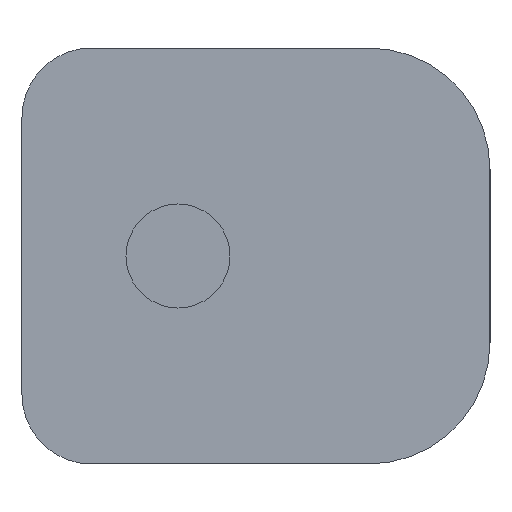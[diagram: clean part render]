
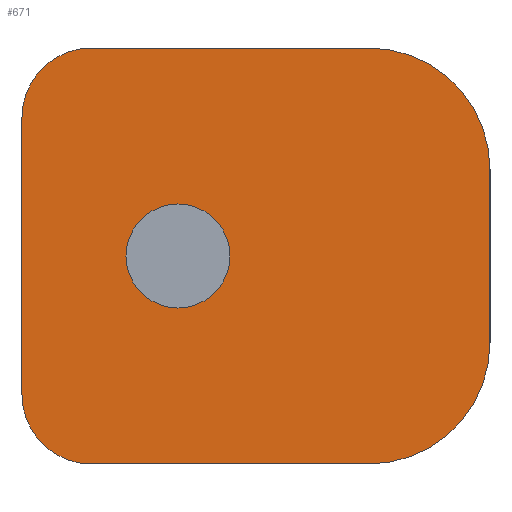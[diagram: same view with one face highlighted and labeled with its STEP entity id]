
A CAD part, left-side view. The second image highlights one B-rep face of the part: STEP entity #671.
In plain terms, the highlighted planar face has unit normal (-1, 0, 0).
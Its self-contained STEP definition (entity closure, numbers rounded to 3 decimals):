
#26 = CIRCLE ( 'NONE', #350, 3.5 ) ;
#27 = VERTEX_POINT ( 'NONE', #266 ) ;
#50 = ORIENTED_EDGE ( 'NONE', *, *, #578, .F. ) ;
#62 = CARTESIAN_POINT ( 'NONE',  ( -62., 0., -2.5 ) ) ;
#70 = DIRECTION ( 'NONE',  ( 1., 0., 0. ) ) ;
#87 = EDGE_CURVE ( 'NONE', #608, #1090, #841, .T. ) ;
#143 = LINE ( 'NONE', #1093, #1098 ) ;
#178 = CARTESIAN_POINT ( 'NONE',  ( -62., 8., 4. ) ) ;
#209 = CARTESIAN_POINT ( 'NONE',  ( -62., 10., 4. ) ) ;
#222 = CIRCLE ( 'NONE', #776, 1.5 ) ;
#232 = EDGE_CURVE ( 'NONE', #1347, #1478, #26, .T. ) ;
#264 = VERTEX_POINT ( 'NONE', #1015 ) ;
#266 = CARTESIAN_POINT ( 'NONE',  ( -62., 8., -6. ) ) ;
#300 = EDGE_LOOP ( 'NONE', ( #630, #331 ) ) ;
#302 = VERTEX_POINT ( 'NONE', #423 ) ;
#309 = DIRECTION ( 'NONE',  ( 0., 0., -1. ) ) ;
#318 = CARTESIAN_POINT ( 'NONE',  ( -62., 8., -4. ) ) ;
#330 = DIRECTION ( 'NONE',  ( 1., 0., 0. ) ) ;
#331 = ORIENTED_EDGE ( 'NONE', *, *, #1219, .T. ) ;
#350 = AXIS2_PLACEMENT_3D ( 'NONE', #62, #70, #424 ) ;
#360 = ORIENTED_EDGE ( 'NONE', *, *, #973, .F. ) ;
#367 = ORIENTED_EDGE ( 'NONE', *, *, #508, .F. ) ;
#409 = ORIENTED_EDGE ( 'NONE', *, *, #455, .F. ) ;
#423 = CARTESIAN_POINT ( 'NONE',  ( -62., 8., 6. ) ) ;
#424 = DIRECTION ( 'NONE',  ( 0., 0., -1. ) ) ;
#431 = CARTESIAN_POINT ( 'NONE',  ( -62., 10., -4. ) ) ;
#436 = CARTESIAN_POINT ( 'NONE',  ( -62., 5.5, 0. ) ) ;
#451 = AXIS2_PLACEMENT_3D ( 'NONE', #436, #330, #309 ) ;
#455 = EDGE_CURVE ( 'NONE', #637, #1347, #865, .T. ) ;
#478 = DIRECTION ( 'NONE',  ( 1., 0., 0. ) ) ;
#499 = CIRCLE ( 'NONE', #1056, 2. ) ;
#508 = EDGE_CURVE ( 'NONE', #302, #868, #143, .T. ) ;
#550 = VECTOR ( 'NONE', #744, 1000. ) ;
#559 = EDGE_CURVE ( 'NONE', #1478, #27, #650, .T. ) ;
#569 = DIRECTION ( 'NONE',  ( 1., 0., 0. ) ) ;
#570 = CARTESIAN_POINT ( 'NONE',  ( -62., 5.5, 0. ) ) ;
#578 = EDGE_CURVE ( 'NONE', #1090, #302, #1055, .T. ) ;
#608 = VERTEX_POINT ( 'NONE', #431 ) ;
#613 = CARTESIAN_POINT ( 'NONE',  ( -62., -3.5, -2.5 ) ) ;
#630 = ORIENTED_EDGE ( 'NONE', *, *, #1541, .T. ) ;
#637 = VERTEX_POINT ( 'NONE', #1475 ) ;
#650 = LINE ( 'NONE', #1117, #803 ) ;
#671 = ADVANCED_FACE ( 'NONE', ( #768, #1466 ), #760, .F. ) ;
#687 = ORIENTED_EDGE ( 'NONE', *, *, #559, .F. ) ;
#716 = CARTESIAN_POINT ( 'NONE',  ( -62., 0., 6. ) ) ;
#744 = DIRECTION ( 'NONE',  ( 0., 0., -1. ) ) ;
#760 = PLANE ( 'NONE',  #1495 ) ;
#768 = FACE_BOUND ( 'NONE', #300, .T. ) ;
#776 = AXIS2_PLACEMENT_3D ( 'NONE', #570, #923, #814 ) ;
#795 = DIRECTION ( 'NONE',  ( 0., 0., -1. ) ) ;
#800 = DIRECTION ( 'NONE',  ( 0., 0., -1. ) ) ;
#803 = VECTOR ( 'NONE', #1367, 1000. ) ;
#814 = DIRECTION ( 'NONE',  ( 0., 0., -1. ) ) ;
#841 = LINE ( 'NONE', #1328, #898 ) ;
#865 = LINE ( 'NONE', #1105, #550 ) ;
#868 = VERTEX_POINT ( 'NONE', #716 ) ;
#869 = EDGE_CURVE ( 'NONE', #868, #637, #1449, .T. ) ;
#874 = CARTESIAN_POINT ( 'NONE',  ( -62., 0., 0. ) ) ;
#887 = ORIENTED_EDGE ( 'NONE', *, *, #87, .F. ) ;
#892 = CARTESIAN_POINT ( 'NONE',  ( -62., 0., -6. ) ) ;
#898 = VECTOR ( 'NONE', #1197, 1000. ) ;
#899 = DIRECTION ( 'NONE',  ( 1., 0., 0. ) ) ;
#923 = DIRECTION ( 'NONE',  ( 1., 0., 0. ) ) ;
#958 = CARTESIAN_POINT ( 'NONE',  ( -62., 0., 2.5 ) ) ;
#973 = EDGE_CURVE ( 'NONE', #27, #608, #499, .T. ) ;
#976 = AXIS2_PLACEMENT_3D ( 'NONE', #958, #569, #800 ) ;
#1015 = CARTESIAN_POINT ( 'NONE',  ( -62., 5.5, 1.5 ) ) ;
#1055 = CIRCLE ( 'NONE', #1201, 2. ) ;
#1056 = AXIS2_PLACEMENT_3D ( 'NONE', #318, #478, #1276 ) ;
#1074 = VERTEX_POINT ( 'NONE', #1270 ) ;
#1090 = VERTEX_POINT ( 'NONE', #209 ) ;
#1093 = CARTESIAN_POINT ( 'NONE',  ( -62., 0., 6. ) ) ;
#1098 = VECTOR ( 'NONE', #1210, 1000. ) ;
#1100 = ORIENTED_EDGE ( 'NONE', *, *, #232, .F. ) ;
#1105 = CARTESIAN_POINT ( 'NONE',  ( -62., -3.5, 0. ) ) ;
#1117 = CARTESIAN_POINT ( 'NONE',  ( -62., 0., -6. ) ) ;
#1126 = CIRCLE ( 'NONE', #451, 1.5 ) ;
#1129 = DIRECTION ( 'NONE',  ( 0., 0., 1. ) ) ;
#1197 = DIRECTION ( 'NONE',  ( 0., 0., 1. ) ) ;
#1201 = AXIS2_PLACEMENT_3D ( 'NONE', #178, #899, #1129 ) ;
#1210 = DIRECTION ( 'NONE',  ( 0., -1., 0. ) ) ;
#1219 = EDGE_CURVE ( 'NONE', #1074, #264, #222, .T. ) ;
#1247 = ORIENTED_EDGE ( 'NONE', *, *, #869, .F. ) ;
#1270 = CARTESIAN_POINT ( 'NONE',  ( -62., 5.5, -1.5 ) ) ;
#1276 = DIRECTION ( 'NONE',  ( 0., 0., 1. ) ) ;
#1328 = CARTESIAN_POINT ( 'NONE',  ( -62., 10., 4. ) ) ;
#1347 = VERTEX_POINT ( 'NONE', #613 ) ;
#1367 = DIRECTION ( 'NONE',  ( 0., 1., 0. ) ) ;
#1374 = EDGE_LOOP ( 'NONE', ( #687, #1100, #409, #1247, #367, #50, #887, #360 ) ) ;
#1409 = DIRECTION ( 'NONE',  ( 1., 0., 0. ) ) ;
#1449 = CIRCLE ( 'NONE', #976, 3.5 ) ;
#1466 = FACE_OUTER_BOUND ( 'NONE', #1374, .T. ) ;
#1475 = CARTESIAN_POINT ( 'NONE',  ( -62., -3.5, 2.5 ) ) ;
#1478 = VERTEX_POINT ( 'NONE', #892 ) ;
#1495 = AXIS2_PLACEMENT_3D ( 'NONE', #874, #1409, #795 ) ;
#1541 = EDGE_CURVE ( 'NONE', #264, #1074, #1126, .T. ) ;
